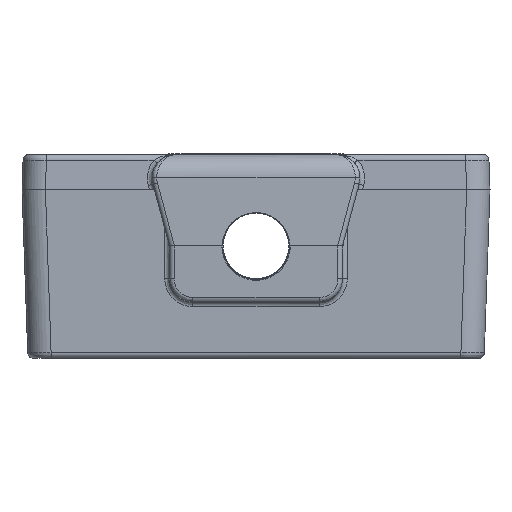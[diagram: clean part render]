
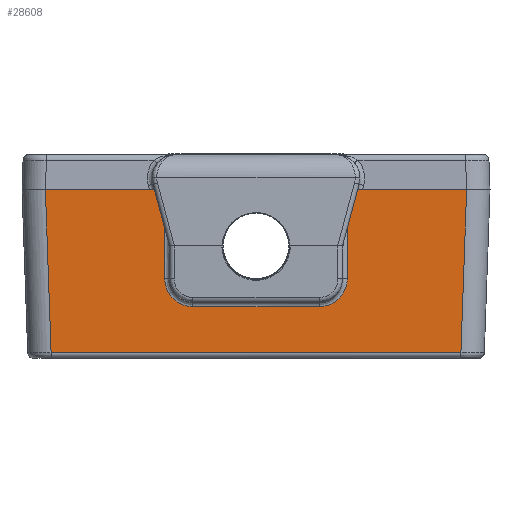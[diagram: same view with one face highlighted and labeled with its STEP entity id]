
A CAD part, left-side view. The second image highlights one B-rep face of the part: STEP entity #28608.
In plain terms, the highlighted planar face has unit normal (-1, 0, -0.018).
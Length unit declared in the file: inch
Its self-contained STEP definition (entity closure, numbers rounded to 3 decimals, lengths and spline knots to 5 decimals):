
#417 = CARTESIAN_POINT ( 'NONE',  ( -2.275, 0.4875, 0.4225 ) ) ;
#1164 = CARTESIAN_POINT ( 'NONE',  ( -2.26637, -0.4875, -0.0717 ) ) ;
#2038 = EDGE_LOOP ( 'NONE', ( #124747, #180136, #219573, #64129, #109821, #34778, #226495, #2165, #143983, #139432 ) ) ;
#2165 = ORIENTED_EDGE ( 'NONE', *, *, #66452, .F. ) ;
#7957 = LINE ( 'NONE', #44834, #210970 ) ;
#11456 = DIRECTION ( 'NONE',  ( 0., -1., 0. ) ) ;
#14014 = DIRECTION ( 'NONE',  ( 0., -1., 0. ) ) ;
#14308 = LINE ( 'NONE', #143971, #154485 ) ;
#17945 = VECTOR ( 'NONE', #14014, 39.37008 ) ;
#18754 = CARTESIAN_POINT ( 'NONE',  ( -2.2641, -0.3375, -0.20206 ) ) ;
#21467 = LINE ( 'NONE', #135693, #199284 ) ;
#22948 = B_SPLINE_CURVE_WITH_KNOTS ( 'NONE', 3,
 ( #148686, #58251, #202160, #73782, #126203, #201002, #127369, #35678, #1164, #221159 ),
 .UNSPECIFIED., .F., .F.,
 ( 4, 2, 2, 2, 4 ),
 ( 0., 0.25, 0.5, 0.75, 1. ),
 .UNSPECIFIED. ) ;
#25985 = CARTESIAN_POINT ( 'NONE',  ( -2.26672, 0.4875, -0.05206 ) ) ;
#28277 = LINE ( 'NONE', #81965, #17945 ) ;
#28608 = ADVANCED_FACE ( 'NONE', ( #154333 ), #112876, .F. ) ;
#34778 = ORIENTED_EDGE ( 'NONE', *, *, #95481, .F. ) ;
#35678 = CARTESIAN_POINT ( 'NONE',  ( -2.26603, -0.4836, -0.09132 ) ) ;
#38782 = VERTEX_POINT ( 'NONE', #126246 ) ;
#42540 = DIRECTION ( 'NONE',  ( 1., 0., 0.017 ) ) ;
#43176 = LINE ( 'NONE', #189431, #64049 ) ;
#44834 = CARTESIAN_POINT ( 'NONE',  ( -2.2641, -1.375, -0.20206 ) ) ;
#47611 = EDGE_CURVE ( 'NONE', #182120, #105905, #208611, .T. ) ;
#49169 = VERTEX_POINT ( 'NONE', #204002 ) ;
#50872 = CARTESIAN_POINT ( 'NONE',  ( -2.2641, 0.3375, -0.20206 ) ) ;
#51722 = DIRECTION ( 'NONE',  ( 0.017, 0.035, -0.999 ) ) ;
#54481 = CARTESIAN_POINT ( 'NONE',  ( -2.26672, -0.4875, -0.05206 ) ) ;
#55893 = EDGE_CURVE ( 'NONE', #57674, #171164, #22948, .T. ) ;
#57674 = VERTEX_POINT ( 'NONE', #18754 ) ;
#58055 = CARTESIAN_POINT ( 'NONE',  ( -2.25161, -1.375, -0.91765 ) ) ;
#58251 = CARTESIAN_POINT ( 'NONE',  ( -2.2641, -0.35714, -0.20203 ) ) ;
#63733 = CARTESIAN_POINT ( 'NONE',  ( -2.25184, -1.07867, -0.90408 ) ) ;
#64049 = VECTOR ( 'NONE', #153787, 39.37008 ) ;
#64129 = ORIENTED_EDGE ( 'NONE', *, *, #183870, .F. ) ;
#66452 = EDGE_CURVE ( 'NONE', #168889, #57674, #7957, .T. ) ;
#67597 = CARTESIAN_POINT ( 'NONE',  ( -2.2654, 0.46861, -0.12763 ) ) ;
#67903 = EDGE_CURVE ( 'NONE', #38782, #182120, #14308, .T. ) ;
#69907 = CARTESIAN_POINT ( 'NONE',  ( -2.2641, 0.35713, -0.20207 ) ) ;
#73782 = CARTESIAN_POINT ( 'NONE',  ( -2.26443, -0.41306, -0.18317 ) ) ;
#79637 = EDGE_CURVE ( 'NONE', #113786, #84351, #28277, .T. ) ;
#81965 = CARTESIAN_POINT ( 'NONE',  ( -2.275, -1.375, 0.4225 ) ) ;
#81976 = CARTESIAN_POINT ( 'NONE',  ( -2.26637, 0.48746, -0.0717 ) ) ;
#84351 = VERTEX_POINT ( 'NONE', #218202 ) ;
#86927 = DIRECTION ( 'NONE',  ( -0.017, 0.035, 0.999 ) ) ;
#95481 = EDGE_CURVE ( 'NONE', #171164, #113786, #21467, .T. ) ;
#98651 = CARTESIAN_POINT ( 'NONE',  ( -2.26603, 0.4836, -0.09133 ) ) ;
#99361 = VERTEX_POINT ( 'NONE', #125293 ) ;
#100194 = EDGE_CURVE ( 'NONE', #105905, #99361, #43176, .T. ) ;
#100473 = DIRECTION ( 'NONE',  ( 0., -1., 0. ) ) ;
#105748 = CARTESIAN_POINT ( 'NONE',  ( -2.2641, 0.3375, -0.20206 ) ) ;
#105905 = VERTEX_POINT ( 'NONE', #417 ) ;
#108633 = EDGE_CURVE ( 'NONE', #49169, #38782, #170446, .T. ) ;
#109821 = ORIENTED_EDGE ( 'NONE', *, *, #79637, .F. ) ;
#112876 = PLANE ( 'NONE',  #211218 ) ;
#113786 = VERTEX_POINT ( 'NONE', #212243 ) ;
#115828 = CARTESIAN_POINT ( 'NONE',  ( -2.2598, -0.6875, -0.44802 ) ) ;
#117870 = DIRECTION ( 'NONE',  ( -0.017, 0., 1. ) ) ;
#124747 = ORIENTED_EDGE ( 'NONE', *, *, #47611, .F. ) ;
#125293 = CARTESIAN_POINT ( 'NONE',  ( -2.26672, 0.4875, -0.05206 ) ) ;
#126203 = CARTESIAN_POINT ( 'NONE',  ( -2.26462, -0.42967, -0.17199 ) ) ;
#126246 = CARTESIAN_POINT ( 'NONE',  ( -2.25977, 1.0946, -0.44802 ) ) ;
#127369 = CARTESIAN_POINT ( 'NONE',  ( -2.2654, -0.46858, -0.12761 ) ) ;
#129479 = CARTESIAN_POINT ( 'NONE',  ( -2.275, -1.375, 0.4225 ) ) ;
#135693 = CARTESIAN_POINT ( 'NONE',  ( -2.25161, -0.4875, -0.91765 ) ) ;
#139018 = CARTESIAN_POINT ( 'NONE',  ( -2.26417, 0.37676, -0.19816 ) ) ;
#139432 = ORIENTED_EDGE ( 'NONE', *, *, #100194, .F. ) ;
#141366 = CARTESIAN_POINT ( 'NONE',  ( -2.26462, 0.42968, -0.17202 ) ) ;
#143971 = CARTESIAN_POINT ( 'NONE',  ( -2.2598, 1.0946, -0.44802 ) ) ;
#143983 = ORIENTED_EDGE ( 'NONE', *, *, #224462, .F. ) ;
#148686 = CARTESIAN_POINT ( 'NONE',  ( -2.2641, -0.3375, -0.20206 ) ) ;
#151469 = DIRECTION ( 'NONE',  ( 0., 1., 0. ) ) ;
#153787 = DIRECTION ( 'NONE',  ( 0.017, 0., -1. ) ) ;
#154333 = FACE_OUTER_BOUND ( 'NONE', #2038, .T. ) ;
#154485 = VECTOR ( 'NONE', #86927, 39.37008 ) ;
#159394 = VECTOR ( 'NONE', #51722, 39.37008 ) ;
#159406 = VECTOR ( 'NONE', #151469, 39.37008 ) ;
#168889 = VERTEX_POINT ( 'NONE', #105748 ) ;
#170446 = LINE ( 'NONE', #115828, #159406 ) ;
#171164 = VERTEX_POINT ( 'NONE', #54481 ) ;
#180136 = ORIENTED_EDGE ( 'NONE', *, *, #67903, .F. ) ;
#182120 = VERTEX_POINT ( 'NONE', #235368 ) ;
#183870 = EDGE_CURVE ( 'NONE', #84351, #49169, #226670, .T. ) ;
#187591 = DIRECTION ( 'NONE',  ( 0.017, 0., -1. ) ) ;
#189431 = CARTESIAN_POINT ( 'NONE',  ( -2.25161, 0.4875, -0.91765 ) ) ;
#198295 = CARTESIAN_POINT ( 'NONE',  ( -2.26511, 0.45743, -0.14423 ) ) ;
#199284 = VECTOR ( 'NONE', #117870, 39.37008 ) ;
#201002 = CARTESIAN_POINT ( 'NONE',  ( -2.26511, -0.45745, -0.14424 ) ) ;
#202160 = CARTESIAN_POINT ( 'NONE',  ( -2.26417, -0.37677, -0.19816 ) ) ;
#204002 = CARTESIAN_POINT ( 'NONE',  ( -2.2598, -1.0946, -0.44802 ) ) ;
#208611 = LINE ( 'NONE', #129479, #213640 ) ;
#210970 = VECTOR ( 'NONE', #11456, 39.37008 ) ;
#211218 = AXIS2_PLACEMENT_3D ( 'NONE', #58055, #42540, #187591 ) ;
#212243 = CARTESIAN_POINT ( 'NONE',  ( -2.275, -0.4875, 0.4225 ) ) ;
#213640 = VECTOR ( 'NONE', #100473, 39.37008 ) ;
#218202 = CARTESIAN_POINT ( 'NONE',  ( -2.275, -1.125, 0.4225 ) ) ;
#219573 = ORIENTED_EDGE ( 'NONE', *, *, #108633, .F. ) ;
#221159 = CARTESIAN_POINT ( 'NONE',  ( -2.26672, -0.4875, -0.05206 ) ) ;
#224462 = EDGE_CURVE ( 'NONE', #99361, #168889, #232790, .T. ) ;
#226495 = ORIENTED_EDGE ( 'NONE', *, *, #55893, .F. ) ;
#226670 = LINE ( 'NONE', #63733, #159394 ) ;
#232790 = B_SPLINE_CURVE_WITH_KNOTS ( 'NONE', 3,
 ( #25985, #81976, #98651, #67597, #198295, #141366, #232838, #139018, #69907, #50872 ),
 .UNSPECIFIED., .F., .F.,
 ( 4, 2, 2, 2, 4 ),
 ( 0., 0.25, 0.5, 0.75, 1. ),
 .UNSPECIFIED. ) ;
#232838 = CARTESIAN_POINT ( 'NONE',  ( -2.26443, 0.41305, -0.18314 ) ) ;
#235368 = CARTESIAN_POINT ( 'NONE',  ( -2.275, 1.125, 0.4225 ) ) ;
